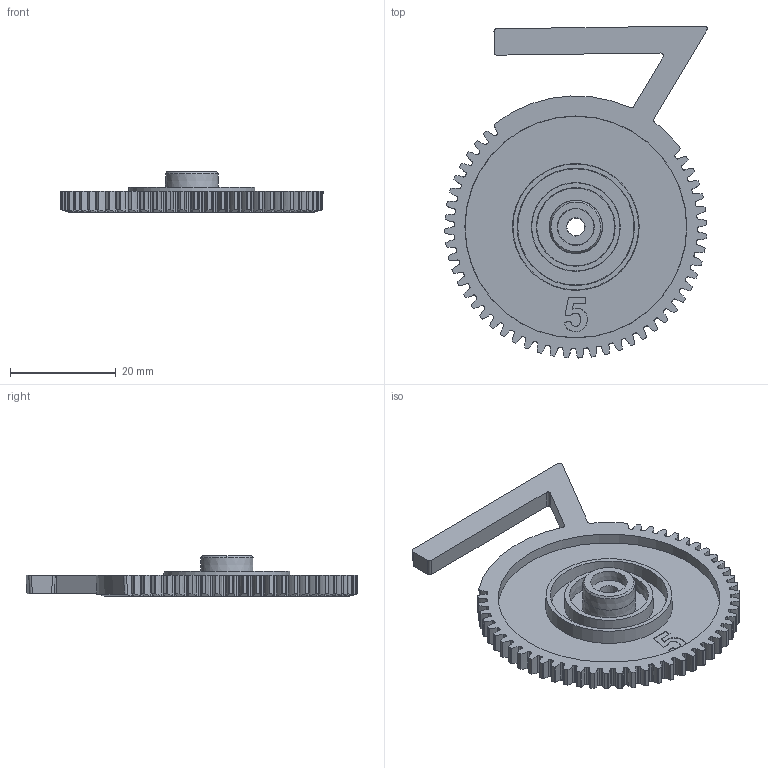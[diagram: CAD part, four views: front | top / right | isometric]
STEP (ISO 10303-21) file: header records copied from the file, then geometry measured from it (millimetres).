
FILE_DESCRIPTION(/* description */ (''),/* implementation_level */ '2;1');
FILE_NAME(/* name */ 'Right Eye.step',/* time_stamp */ '2022-12-15T16:36:08Z',/* author */ (''),/* organization */ (''),/* preprocessor_version */ 'ST-DEVELOPER v19.2',/* originating_system */ 'Autodesk Translation Framework v11.17.0.187',/* authorisation */ '');
FILE_SCHEMA (('AUTOMOTIVE_DESIGN { 1 0 10303 214 3 1 1 }'));
Length unit declared in the file: millimetre
Products named in the file (1): mv2-xx-001-0005
Bounding box: 49.66 x 62.82 x 7.75 mm (x, y, z)
Volume: 5862.9 mm3; surface area: 6736.6 mm2
Topology: 1 solids, 1 shells, 467 faces, 1272 edges, 817 vertices
Faces by surface type: cylinder 183, plane 113, bspline 110, cone 59, torus 2
Entity records: 17681 total; most frequent: CARTESIAN_POINT 6288, ORIENTED_EDGE 2544, DIRECTION 1967, EDGE_CURVE 1272, VERTEX_POINT 817, AXIS2_PLACEMENT_3D 730, LINE 507, VECTOR 507
